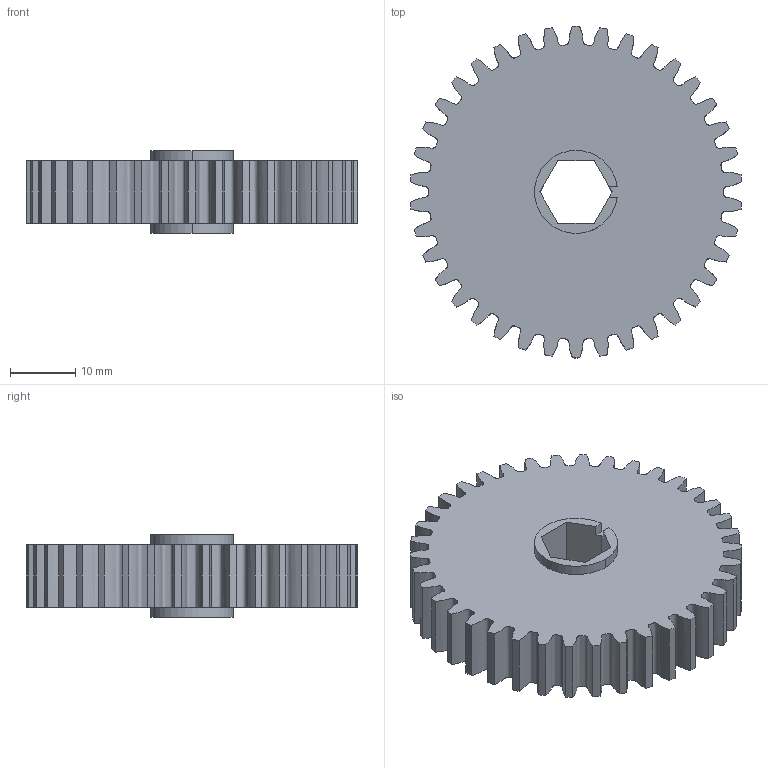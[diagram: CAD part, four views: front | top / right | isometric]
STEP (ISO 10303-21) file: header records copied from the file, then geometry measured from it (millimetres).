
FILE_DESCRIPTION (( 'STEP AP214' ), '1' );
FILE_NAME ('WCP-0692 Rev1.step', '2022-11-24T01:47:13', ( '' ), ( '' ), 'SwSTEP 2.0', 'SolidWorks 2020', '' );
FILE_SCHEMA (( 'AUTOMOTIVE_DESIGN' ));
Length unit declared in the file: inch
Products named in the file (1): WCP-0692 Rev1
Bounding box: 50.71 x 50.8 x 12.65 mm (x, y, z)
Volume: 17241.3 mm3; surface area: 6936.7 mm2
Topology: 1 solids, 1 shells, 93 faces, 270 edges, 180 vertices
Faces by surface type: cylinder 43, bspline 38, plane 12
Entity records: 14458 total; most frequent: CARTESIAN_POINT 12134, ORIENTED_EDGE 540, DIRECTION 392, EDGE_CURVE 270, VERTEX_POINT 180, AXIS2_PLACEMENT_3D 142, VECTOR 108, LINE 108
